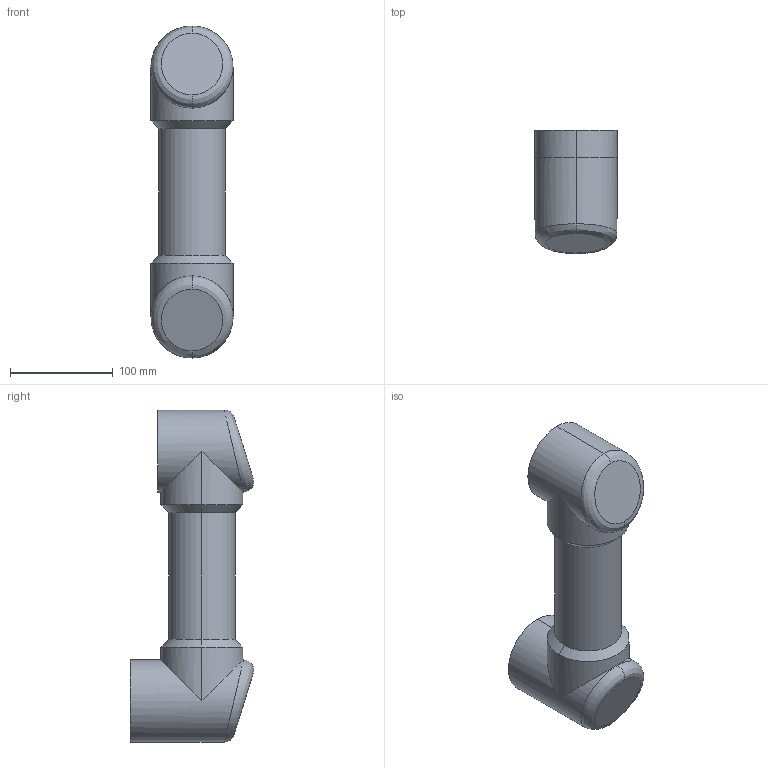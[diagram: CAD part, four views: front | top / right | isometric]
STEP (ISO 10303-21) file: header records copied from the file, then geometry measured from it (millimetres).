
FILE_DESCRIPTION (( 'STEP AP203' ), '1' );
FILE_NAME ('Link3_Default_sldprt.STEP', '2021-06-04T03:37:30', ( '' ), ( '' ), 'SwSTEP 2.0', 'SolidWorks 2020', '' );
FILE_SCHEMA (( 'CONFIG_CONTROL_DESIGN' ));
Length unit declared in the file: millimetre
Products named in the file (1): Link3_Default_sldprt
Bounding box: 80 x 120.34 x 323.65 mm (x, y, z)
Volume: 1632813.5 mm3; surface area: 98176.3 mm2
Topology: 1 solids, 1 shells, 22 faces, 48 edges, 28 vertices
Faces by surface type: cylinder 10, cone 4, bspline 4, plane 4
Entity records: 1057 total; most frequent: CARTESIAN_POINT 551, ORIENTED_EDGE 96, DIRECTION 86, EDGE_CURVE 48, AXIS2_PLACEMENT_3D 35, VERTEX_POINT 28, EDGE_LOOP 22, FACE_OUTER_BOUND 22
